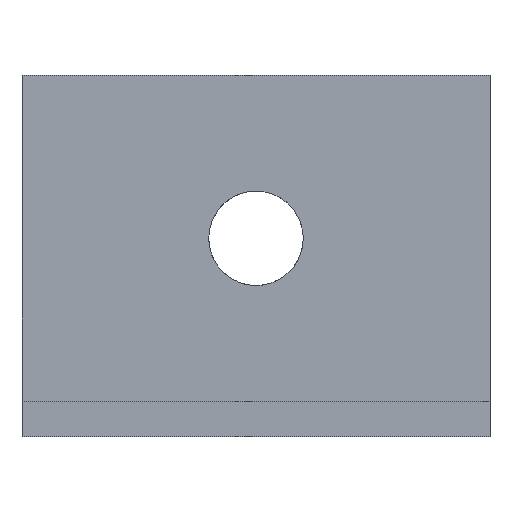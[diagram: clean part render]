
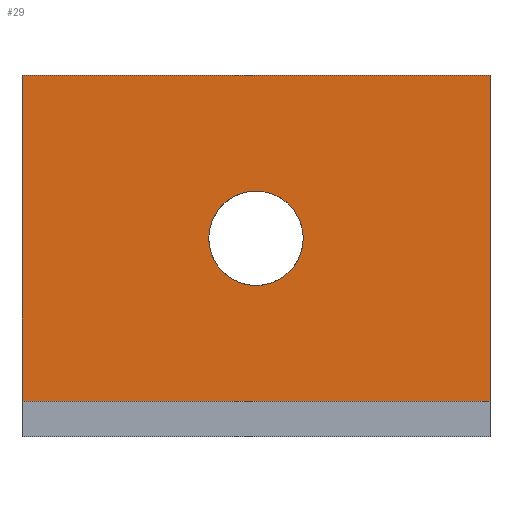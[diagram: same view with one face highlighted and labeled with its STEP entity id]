
A CAD part, front view. The second image highlights one B-rep face of the part: STEP entity #29.
In plain terms, the highlighted planar face has unit normal (0, -1, 0).
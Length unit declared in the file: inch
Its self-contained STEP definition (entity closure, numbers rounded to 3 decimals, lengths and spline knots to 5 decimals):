
#29=ADVANCED_FACE('',(#47,#41),#260,.T.);
#41=FACE_BOUND('',#64,.T.);
#47=FACE_OUTER_BOUND('',#63,.T.);
#63=EDGE_LOOP('',(#99,#100,#101,#102));
#64=EDGE_LOOP('',(#103,#104));
#99=ORIENTED_EDGE('',*,*,#161,.F.);
#100=ORIENTED_EDGE('',*,*,#157,.F.);
#101=ORIENTED_EDGE('',*,*,#159,.T.);
#102=ORIENTED_EDGE('',*,*,#163,.F.);
#103=ORIENTED_EDGE('',*,*,#165,.T.);
#104=ORIENTED_EDGE('',*,*,#181,.T.);
#157=EDGE_CURVE('',#234,#237,#213,.T.);
#159=EDGE_CURVE('',#234,#233,#215,.T.);
#161=EDGE_CURVE('',#237,#236,#217,.T.);
#163=EDGE_CURVE('',#236,#233,#219,.T.);
#165=EDGE_CURVE('',#239,#248,#183,.T.);
#181=EDGE_CURVE('',#248,#239,#199,.T.);
#183=(
BOUNDED_CURVE()
B_SPLINE_CURVE(2,(#432,#433,#434,#435,#436),.UNSPECIFIED.,.F.,.F.)
B_SPLINE_CURVE_WITH_KNOTS((3,2,3),(-0.62832,-0.47124,
-0.31416),.UNSPECIFIED.)
CURVE()
GEOMETRIC_REPRESENTATION_ITEM()
RATIONAL_B_SPLINE_CURVE((1.,0.707,1.,0.707,1.))
REPRESENTATION_ITEM('')
);
#199=(
BOUNDED_CURVE()
B_SPLINE_CURVE(2,(#486,#487,#488,#489,#490),.UNSPECIFIED.,.F.,.F.)
B_SPLINE_CURVE_WITH_KNOTS((3,2,3),(-0.31416,-0.15708,
0.),.UNSPECIFIED.)
CURVE()
GEOMETRIC_REPRESENTATION_ITEM()
RATIONAL_B_SPLINE_CURVE((1.,0.707,1.,0.707,1.))
REPRESENTATION_ITEM('')
);
#213=B_SPLINE_CURVE_WITH_KNOTS('',1,(#416,#417),.UNSPECIFIED.,.F.,.F.,(2,
2),(0.84,1.831),.UNSPECIFIED.);
#215=B_SPLINE_CURVE_WITH_KNOTS('',1,(#420,#421),.UNSPECIFIED.,.F.,.F.,(2,
2),(0.,0.69),.UNSPECIFIED.);
#217=B_SPLINE_CURVE_WITH_KNOTS('',1,(#424,#425),.UNSPECIFIED.,.F.,.F.,(2,
2),(0.,0.69),.UNSPECIFIED.);
#219=B_SPLINE_CURVE_WITH_KNOTS('',1,(#428,#429),.UNSPECIFIED.,.F.,.F.,(2,
2),(-1.831,-0.84),.UNSPECIFIED.);
#233=VERTEX_POINT('',#379);
#234=VERTEX_POINT('',#380);
#236=VERTEX_POINT('',#382);
#237=VERTEX_POINT('',#383);
#239=VERTEX_POINT('',#385);
#248=VERTEX_POINT('',#394);
#260=PLANE('',#291);
#291=AXIS2_PLACEMENT_3D('',#316,#303,$);
#303=DIRECTION('',(0.,-1.,0.));
#316=CARTESIAN_POINT('',(3.01209,0.69,0.075));
#379=CARTESIAN_POINT('',(3.01209,0.69,0.765));
#380=CARTESIAN_POINT('',(3.01209,0.69,0.075));
#382=CARTESIAN_POINT('',(2.02109,0.69,0.765));
#383=CARTESIAN_POINT('',(2.02109,0.69,0.075));
#385=CARTESIAN_POINT('',(2.61659,0.69,0.42));
#394=CARTESIAN_POINT('',(2.41659,0.69,0.42));
#416=CARTESIAN_POINT('',(3.01209,0.69,0.075));
#417=CARTESIAN_POINT('',(2.02109,0.69,0.075));
#420=CARTESIAN_POINT('',(3.01209,0.69,0.075));
#421=CARTESIAN_POINT('',(3.01209,0.69,0.765));
#424=CARTESIAN_POINT('',(2.02109,0.69,0.075));
#425=CARTESIAN_POINT('',(2.02109,0.69,0.765));
#428=CARTESIAN_POINT('',(2.02109,0.69,0.765));
#429=CARTESIAN_POINT('',(3.01209,0.69,0.765));
#432=CARTESIAN_POINT('',(2.61659,0.69,0.42));
#433=CARTESIAN_POINT('',(2.61659,0.69,0.32));
#434=CARTESIAN_POINT('',(2.51659,0.69,0.32));
#435=CARTESIAN_POINT('',(2.41659,0.69,0.32));
#436=CARTESIAN_POINT('',(2.41659,0.69,0.42));
#486=CARTESIAN_POINT('',(2.41659,0.69,0.42));
#487=CARTESIAN_POINT('',(2.41659,0.69,0.52));
#488=CARTESIAN_POINT('',(2.51659,0.69,0.52));
#489=CARTESIAN_POINT('',(2.61659,0.69,0.52));
#490=CARTESIAN_POINT('',(2.61659,0.69,0.42));
